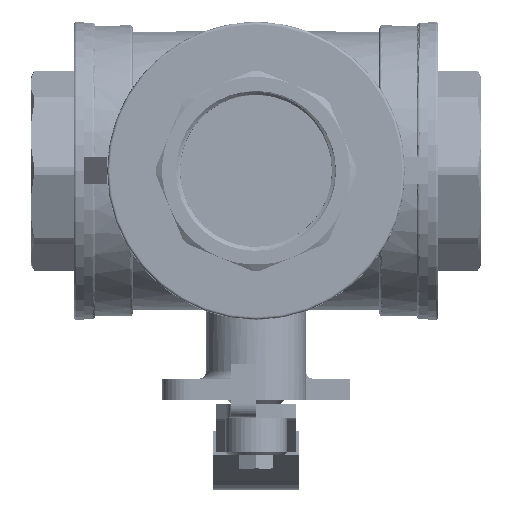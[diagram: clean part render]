
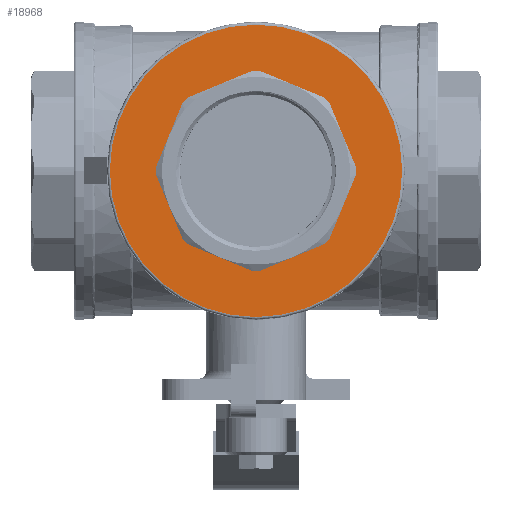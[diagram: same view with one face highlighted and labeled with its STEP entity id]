
A CAD part, front view. The second image highlights one B-rep face of the part: STEP entity #18968.
In plain terms, the highlighted face is planar.
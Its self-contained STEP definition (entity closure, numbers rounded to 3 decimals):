
#1099=CIRCLE('',#20091,37.25);
#1100=CIRCLE('',#20093,37.25);
#1101=CIRCLE('',#20095,37.25);
#1102=CIRCLE('',#20097,37.25);
#1103=CIRCLE('',#20099,37.25);
#1104=CIRCLE('',#20101,37.25);
#1105=CIRCLE('',#20103,37.25);
#1106=CIRCLE('',#20105,37.25);
#1107=CIRCLE('',#20107,54.5);
#2451=ORIENTED_EDGE('',*,*,#8002,.T.);
#2452=ORIENTED_EDGE('',*,*,#8003,.T.);
#2453=ORIENTED_EDGE('',*,*,#7992,.T.);
#2454=ORIENTED_EDGE('',*,*,#8004,.T.);
#2455=ORIENTED_EDGE('',*,*,#7995,.T.);
#2456=ORIENTED_EDGE('',*,*,#8005,.T.);
#2457=ORIENTED_EDGE('',*,*,#7998,.T.);
#2458=ORIENTED_EDGE('',*,*,#8006,.T.);
#2459=ORIENTED_EDGE('',*,*,#8001,.T.);
#2460=ORIENTED_EDGE('',*,*,#8007,.T.);
#2461=ORIENTED_EDGE('',*,*,#7980,.F.);
#2462=ORIENTED_EDGE('',*,*,#8008,.T.);
#2463=ORIENTED_EDGE('',*,*,#7983,.F.);
#2464=ORIENTED_EDGE('',*,*,#8009,.T.);
#2465=ORIENTED_EDGE('',*,*,#7986,.F.);
#2466=ORIENTED_EDGE('',*,*,#8010,.T.);
#2467=ORIENTED_EDGE('',*,*,#7988,.T.);
#7980=EDGE_CURVE('',#10844,#10843,#1099,.T.);
#7983=EDGE_CURVE('',#10846,#10845,#1100,.T.);
#7986=EDGE_CURVE('',#10848,#10847,#1101,.T.);
#7988=EDGE_CURVE('',#10850,#10849,#1102,.T.);
#7992=EDGE_CURVE('',#10851,#10852,#1103,.T.);
#7995=EDGE_CURVE('',#10853,#10854,#1104,.T.);
#7998=EDGE_CURVE('',#10855,#10856,#1105,.T.);
#8001=EDGE_CURVE('',#10857,#10858,#1106,.T.);
#8002=EDGE_CURVE('',#10859,#10859,#1107,.T.);
#8003=EDGE_CURVE('',#10849,#10851,#12749,.T.);
#8004=EDGE_CURVE('',#10852,#10853,#12750,.T.);
#8005=EDGE_CURVE('',#10854,#10855,#12751,.T.);
#8006=EDGE_CURVE('',#10856,#10857,#12752,.T.);
#8007=EDGE_CURVE('',#10858,#10843,#12753,.T.);
#8008=EDGE_CURVE('',#10844,#10845,#12754,.T.);
#8009=EDGE_CURVE('',#10846,#10847,#12755,.T.);
#8010=EDGE_CURVE('',#10848,#10850,#12756,.T.);
#10843=VERTEX_POINT('',#35550);
#10844=VERTEX_POINT('',#35552);
#10845=VERTEX_POINT('',#35556);
#10846=VERTEX_POINT('',#35558);
#10847=VERTEX_POINT('',#35562);
#10848=VERTEX_POINT('',#35564);
#10849=VERTEX_POINT('',#35568);
#10850=VERTEX_POINT('',#35570);
#10851=VERTEX_POINT('',#35574);
#10852=VERTEX_POINT('',#35576);
#10853=VERTEX_POINT('',#35580);
#10854=VERTEX_POINT('',#35582);
#10855=VERTEX_POINT('',#35586);
#10856=VERTEX_POINT('',#35588);
#10857=VERTEX_POINT('',#35592);
#10858=VERTEX_POINT('',#35594);
#10859=VERTEX_POINT('',#35598);
#12749=LINE('',#35599,#14382);
#12750=LINE('',#35600,#14383);
#12751=LINE('',#35601,#14384);
#12752=LINE('',#35602,#14385);
#12753=LINE('',#35603,#14386);
#12754=LINE('',#35604,#14387);
#12755=LINE('',#35605,#14388);
#12756=LINE('',#35606,#14389);
#14382=VECTOR('',#21971,1000.);
#14383=VECTOR('',#21972,1000.);
#14384=VECTOR('',#21973,1000.);
#14385=VECTOR('',#21974,1000.);
#14386=VECTOR('',#21975,1000.);
#14387=VECTOR('',#21976,1000.);
#14388=VECTOR('',#21977,1000.);
#14389=VECTOR('',#21978,1000.);
#16023=EDGE_LOOP('',(#2451));
#16024=EDGE_LOOP('',(#2452,#2453,#2454,#2455,#2456,#2457,#2458,#2459,#2460,
#2461,#2462,#2463,#2464,#2465,#2466,#2467));
#17131=FACE_BOUND('',#16023,.T.);
#17132=FACE_BOUND('',#16024,.T.);
#18150=PLANE('',#20106);
#18968=ADVANCED_FACE('',(#17131,#17132),#18150,.F.);
#20091=AXIS2_PLACEMENT_3D('',#35553,#21923,#21924);
#20093=AXIS2_PLACEMENT_3D('',#35559,#21929,#21930);
#20095=AXIS2_PLACEMENT_3D('',#35565,#21935,#21936);
#20097=AXIS2_PLACEMENT_3D('',#35569,#21940,#21941);
#20099=AXIS2_PLACEMENT_3D('',#35577,#21947,#21948);
#20101=AXIS2_PLACEMENT_3D('',#35583,#21953,#21954);
#20103=AXIS2_PLACEMENT_3D('',#35589,#21959,#21960);
#20105=AXIS2_PLACEMENT_3D('',#35595,#21965,#21966);
#20106=AXIS2_PLACEMENT_3D('',#35596,#21967,#21968);
#20107=AXIS2_PLACEMENT_3D('',#35597,#21969,#21970);
#21923=DIRECTION('',(-1.,0.,0.));
#21924=DIRECTION('',(0.,-0.737,0.676));
#21929=DIRECTION('',(-1.,0.,0.));
#21930=DIRECTION('',(0.,-0.999,-0.043));
#21935=DIRECTION('',(-1.,0.,0.));
#21936=DIRECTION('',(0.,-0.676,-0.737));
#21940=DIRECTION('',(1.,0.,0.));
#21941=DIRECTION('',(0.,-0.043,-0.999));
#21947=DIRECTION('',(1.,0.,0.));
#21948=DIRECTION('',(0.,0.676,-0.737));
#21953=DIRECTION('',(1.,0.,0.));
#21954=DIRECTION('',(0.,0.999,-0.043));
#21959=DIRECTION('',(1.,0.,0.));
#21960=DIRECTION('',(0.,0.737,0.676));
#21965=DIRECTION('',(1.,0.,0.));
#21966=DIRECTION('',(0.,0.043,0.999));
#21967=DIRECTION('',(1.,0.,0.));
#21968=DIRECTION('',(0.,1.,0.));
#21969=DIRECTION('',(-1.,0.,0.));
#21970=DIRECTION('',(0.,0.,-1.));
#21971=DIRECTION('',(0.,0.924,0.383));
#21972=DIRECTION('',(0.,0.383,0.924));
#21973=DIRECTION('',(0.,-0.383,0.924));
#21974=DIRECTION('',(0.,-0.924,0.383));
#21975=DIRECTION('',(0.,-0.924,-0.383));
#21976=DIRECTION('',(0.,-0.383,-0.924));
#21977=DIRECTION('',(0.,0.383,-0.924));
#21978=DIRECTION('',(0.,0.924,-0.383));
#35550=CARTESIAN_POINT('',(16.,-25.173,27.457));
#35552=CARTESIAN_POINT('',(16.,-27.457,25.173));
#35553=CARTESIAN_POINT('',(16.,0.,0.));
#35556=CARTESIAN_POINT('',(16.,-37.215,1.614));
#35558=CARTESIAN_POINT('',(16.,-37.215,-1.614));
#35559=CARTESIAN_POINT('',(16.,0.,0.));
#35562=CARTESIAN_POINT('',(16.,-27.457,-25.173));
#35564=CARTESIAN_POINT('',(16.,-25.173,-27.457));
#35565=CARTESIAN_POINT('',(16.,0.,0.));
#35568=CARTESIAN_POINT('',(16.,1.614,-37.215));
#35569=CARTESIAN_POINT('',(16.,0.,0.));
#35570=CARTESIAN_POINT('',(16.,-1.614,-37.215));
#35574=CARTESIAN_POINT('',(16.,25.173,-27.457));
#35576=CARTESIAN_POINT('',(16.,27.457,-25.173));
#35577=CARTESIAN_POINT('',(16.,0.,0.));
#35580=CARTESIAN_POINT('',(16.,37.215,-1.614));
#35582=CARTESIAN_POINT('',(16.,37.215,1.614));
#35583=CARTESIAN_POINT('',(16.,0.,0.));
#35586=CARTESIAN_POINT('',(16.,27.457,25.173));
#35588=CARTESIAN_POINT('',(16.,25.173,27.457));
#35589=CARTESIAN_POINT('',(16.,0.,0.));
#35592=CARTESIAN_POINT('',(16.,1.614,37.215));
#35594=CARTESIAN_POINT('',(16.,-1.614,37.215));
#35595=CARTESIAN_POINT('',(16.,0.,0.));
#35596=CARTESIAN_POINT('',(16.,0.,0.));
#35597=CARTESIAN_POINT('',(16.,0.,0.));
#35598=CARTESIAN_POINT('',(16.,0.,-54.5));
#35599=CARTESIAN_POINT('',(16.,1.614,-37.215));
#35600=CARTESIAN_POINT('',(16.,27.457,-25.173));
#35601=CARTESIAN_POINT('',(16.,37.215,1.614));
#35602=CARTESIAN_POINT('',(16.,25.173,27.457));
#35603=CARTESIAN_POINT('',(16.,-1.614,37.215));
#35604=CARTESIAN_POINT('',(16.,-27.457,25.173));
#35605=CARTESIAN_POINT('',(16.,-37.215,-1.614));
#35606=CARTESIAN_POINT('',(16.,-25.173,-27.457));
